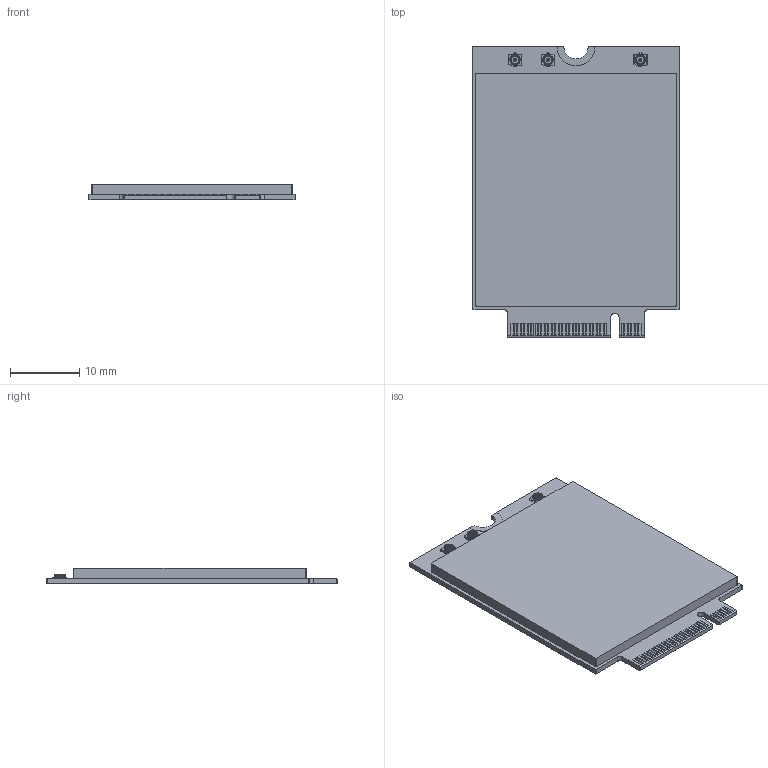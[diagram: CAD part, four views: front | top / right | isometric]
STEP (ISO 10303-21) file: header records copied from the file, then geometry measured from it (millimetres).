
FILE_DESCRIPTION (( 'STEP AP214' ), '1' );
FILE_NAME ('E2F4AB16-6E5B-4B6D-8DB4-5B299B3FB680.STEP', '2024-07-29T08:38:35', ( '' ), ( '' ), 'SwSTEP 2.0', 'SolidWorks 2022', '' );
FILE_SCHEMA (( 'AUTOMOTIVE_DESIGN' ));
Length unit declared in the file: millimetre
Products named in the file (1): E2F4AB16-6E5B-4B6D-8DB4-5B299B3FB680
Bounding box: 30 x 42 x 2.3 mm (x, y, z)
Surface area: 4731.3 mm2 (no closed solid volume)
Topology: 0 solids, 8 shells, 495 faces, 1527 edges, 1055 vertices
Faces by surface type: plane 393, cylinder 72, cone 30
Entity records: 23353 total; most frequent: CARTESIAN_POINT 5403, ORIENTED_EDGE 2901, DIRECTION 1972, EDGE_CURVE 1527, VERTEX_POINT 1055, LINE 900, VECTOR 900, B_SPLINE_CURVE_WITH_KNOTS 579
